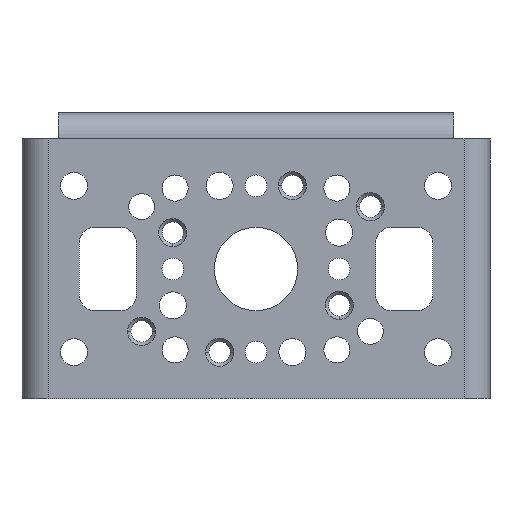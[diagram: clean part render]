
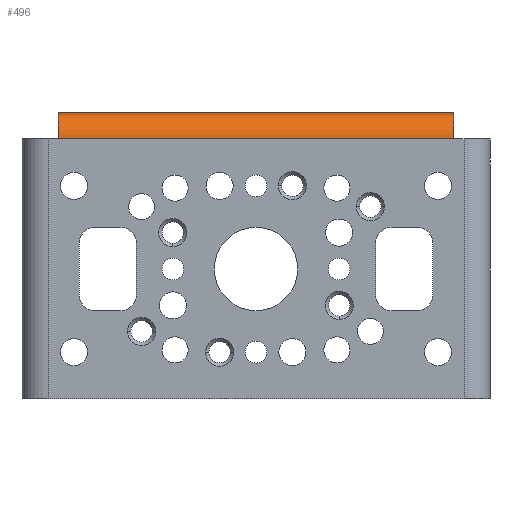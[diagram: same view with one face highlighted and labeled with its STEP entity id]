
A CAD part, front view. The second image highlights one B-rep face of the part: STEP entity #496.
In plain terms, the highlighted cylindrical face has radius 2.5 mm (diameter 5 mm), a partial arc.
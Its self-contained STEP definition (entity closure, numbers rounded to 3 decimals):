
#105=CYLINDRICAL_SURFACE('',#4550,2.5);
#270=FACE_OUTER_BOUND('',#958,.T.);
#496=ADVANCED_FACE('',(#270),#105,.T.);
#958=EDGE_LOOP('',(#2278,#2279,#2280,#2281));
#1237=LINE('',#6527,#1555);
#1264=LINE('',#6818,#1582);
#1555=VECTOR('',#5196,1.);
#1582=VECTOR('',#5471,1.);
#2278=ORIENTED_EDGE('',*,*,#3704,.T.);
#2279=ORIENTED_EDGE('',*,*,#3559,.T.);
#2280=ORIENTED_EDGE('',*,*,#3703,.F.);
#2281=ORIENTED_EDGE('',*,*,#3705,.F.);
#3106=VERTEX_POINT('',#6526);
#3107=VERTEX_POINT('',#6528);
#3245=VERTEX_POINT('',#6813);
#3246=VERTEX_POINT('',#6817);
#3559=EDGE_CURVE('',#3107,#3106,#1237,.T.);
#3703=EDGE_CURVE('',#3245,#3106,#4183,.T.);
#3704=EDGE_CURVE('',#3246,#3107,#4184,.T.);
#3705=EDGE_CURVE('',#3246,#3245,#1264,.T.);
#4183=CIRCLE('',#4547,2.5);
#4184=CIRCLE('',#4549,2.5);
#4547=AXIS2_PLACEMENT_3D('',#6814,#5465,#5466);
#4549=AXIS2_PLACEMENT_3D('',#6816,#5469,#5470);
#4550=AXIS2_PLACEMENT_3D('',#6819,#5472,#5473);
#5196=DIRECTION('',(1.,0.,0.));
#5465=DIRECTION('',(1.,0.,0.));
#5466=DIRECTION('',(0.,0.,1.));
#5469=DIRECTION('',(1.,0.,0.));
#5470=DIRECTION('',(0.,0.,1.));
#5471=DIRECTION('',(1.,0.,0.));
#5472=DIRECTION('',(1.,0.,0.));
#5473=DIRECTION('',(0.,0.,-1.));
#6526=CARTESIAN_POINT('',(56.,-103.2,12.5));
#6527=CARTESIAN_POINT('',(18.,-103.2,12.5));
#6528=CARTESIAN_POINT('',(18.,-103.2,12.5));
#6813=CARTESIAN_POINT('',(56.,-100.7,15.));
#6814=CARTESIAN_POINT('',(56.,-100.7,12.5));
#6816=CARTESIAN_POINT('',(18.,-100.7,12.5));
#6817=CARTESIAN_POINT('',(18.,-100.7,15.));
#6818=CARTESIAN_POINT('',(18.,-100.7,15.));
#6819=CARTESIAN_POINT('',(18.,-100.7,12.5));
